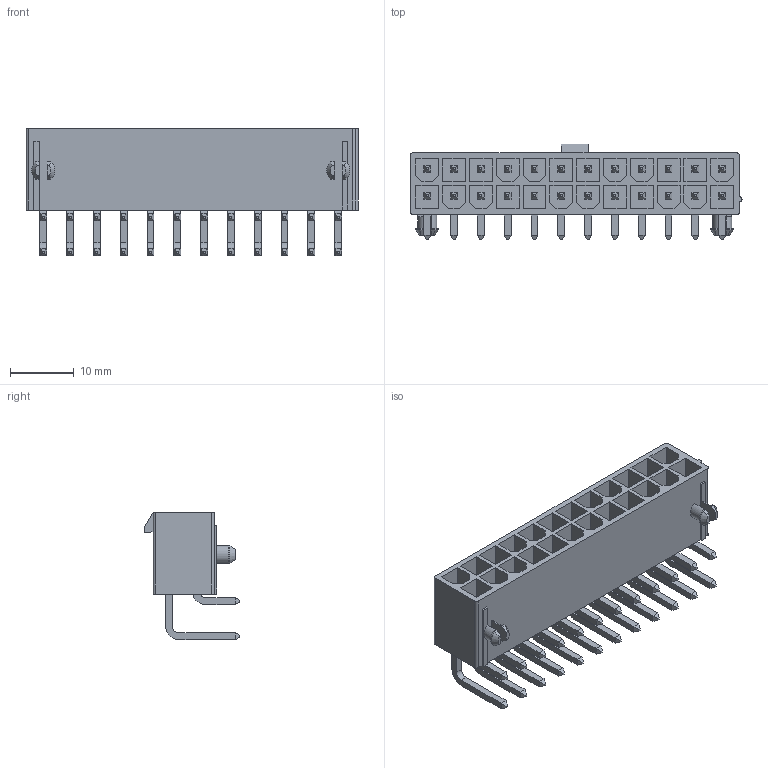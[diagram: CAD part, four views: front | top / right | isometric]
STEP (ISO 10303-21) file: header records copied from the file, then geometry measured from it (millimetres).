
FILE_DESCRIPTION((''),'2;1');
FILE_NAME('039301240','2019-12-25T',('gga'),(''),'PRO/ENGINEER BY PARAMETRIC TECHNOLOGY CORPORATION, 2016010','PRO/ENGINEER BY PARAMETRIC TECHNOLOGY CORPORATION, 2016010','');
FILE_SCHEMA(('CONFIG_CONTROL_DESIGN'));
Length unit declared in the file: millimetre
Products named in the file (1): 039301240
Bounding box: 52 x 15 x 19.93 mm (x, y, z)
Volume: 4111.4 mm3; surface area: 7395.1 mm2
Topology: 1 solids, 1 shells, 713 faces, 1753 edges, 1118 vertices
Faces by surface type: plane 648, cylinder 61, cone 4
Entity records: 20452 total; most frequent: CARTESIAN_POINT 3545, ORIENTED_EDGE 3398, DIRECTION 3353, EDGE_CURVE 1699, VECTOR 1565, LINE 1565, VERTEX_POINT 1062, AXIS2_PLACEMENT_3D 894
